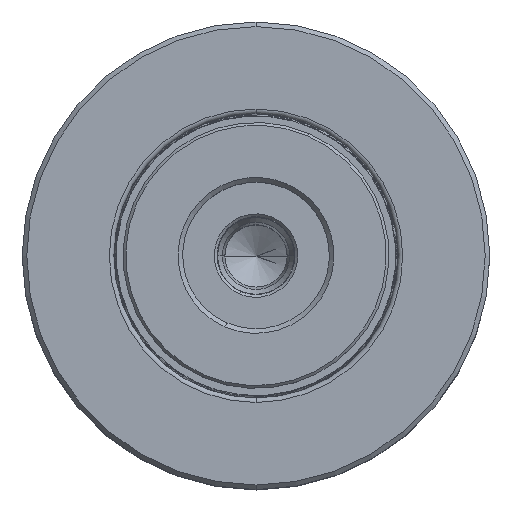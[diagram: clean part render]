
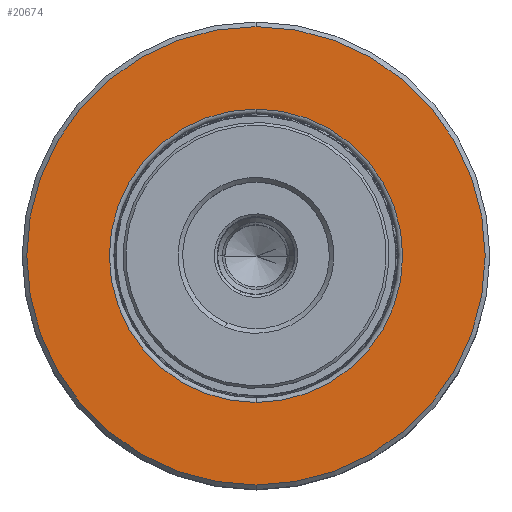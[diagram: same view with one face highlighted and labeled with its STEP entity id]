
A CAD part, top view. The second image highlights one B-rep face of the part: STEP entity #20674.
In plain terms, the highlighted face is planar.
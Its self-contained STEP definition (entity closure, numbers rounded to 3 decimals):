
#2563 = CIRCLE ( 'NONE', #31159, 16. ) ;
#2944 = VERTEX_POINT ( 'NONE', #45699 ) ;
#3886 = EDGE_CURVE ( 'NONE', #2944, #29618, #2563, .T. ) ;
#8416 = EDGE_CURVE ( 'NONE', #28538, #23840, #34153, .T. ) ;
#8905 = CARTESIAN_POINT ( 'NONE',  ( 0., 15.687, 0. ) ) ;
#9257 = DIRECTION ( 'NONE',  ( 0., 0., -1. ) ) ;
#10390 = DIRECTION ( 'NONE',  ( 0., -1., 0. ) ) ;
#11406 = DIRECTION ( 'NONE',  ( 0., 0., -1. ) ) ;
#14233 = EDGE_LOOP ( 'NONE', ( #40884, #45537 ) ) ;
#14333 = EDGE_CURVE ( 'NONE', #29618, #2944, #35276, .T. ) ;
#18131 = CARTESIAN_POINT ( 'NONE',  ( 0., 15.687, -16. ) ) ;
#18638 = FACE_BOUND ( 'NONE', #14233, .T. ) ;
#19523 = AXIS2_PLACEMENT_3D ( 'NONE', #34126, #10390, #30419 ) ;
#20674 = ADVANCED_FACE ( 'NONE', ( #18638, #46323 ), #23789, .T. ) ;
#21973 = ORIENTED_EDGE ( 'NONE', *, *, #8416, .F. ) ;
#23789 = PLANE ( 'NONE',  #40849 ) ;
#23840 = VERTEX_POINT ( 'NONE', #28150 ) ;
#25962 = ORIENTED_EDGE ( 'NONE', *, *, #36374, .F. ) ;
#28150 = CARTESIAN_POINT ( 'NONE',  ( 0., 15.687, 25. ) ) ;
#28181 = CARTESIAN_POINT ( 'NONE',  ( 25., 15.687, 0. ) ) ;
#28538 = VERTEX_POINT ( 'NONE', #45176 ) ;
#29618 = VERTEX_POINT ( 'NONE', #18131 ) ;
#30419 = DIRECTION ( 'NONE',  ( 0., 0., -1. ) ) ;
#31159 = AXIS2_PLACEMENT_3D ( 'NONE', #48717, #32202, #36411 ) ;
#31566 = DIRECTION ( 'NONE',  ( 0., 0., 1. ) ) ;
#31912 = DIRECTION ( 'NONE',  ( 0., 1., 0. ) ) ;
#32202 = DIRECTION ( 'NONE',  ( 0., -1., 0. ) ) ;
#34126 = CARTESIAN_POINT ( 'NONE',  ( 0., 15.687, 0. ) ) ;
#34153 = CIRCLE ( 'NONE', #49386, 25. ) ;
#34412 = EDGE_LOOP ( 'NONE', ( #21973, #25962 ) ) ;
#35276 = CIRCLE ( 'NONE', #19523, 16. ) ;
#35493 = CARTESIAN_POINT ( 'NONE',  ( 0., 15.687, 0. ) ) ;
#36374 = EDGE_CURVE ( 'NONE', #23840, #28538, #38258, .T. ) ;
#36411 = DIRECTION ( 'NONE',  ( 0., 0., -1. ) ) ;
#36898 = AXIS2_PLACEMENT_3D ( 'NONE', #35493, #39877, #11406 ) ;
#38258 = CIRCLE ( 'NONE', #36898, 25. ) ;
#39877 = DIRECTION ( 'NONE',  ( 0., -1., 0. ) ) ;
#40849 = AXIS2_PLACEMENT_3D ( 'NONE', #28181, #31912, #31566 ) ;
#40884 = ORIENTED_EDGE ( 'NONE', *, *, #14333, .T. ) ;
#45176 = CARTESIAN_POINT ( 'NONE',  ( 0., 15.687, -25. ) ) ;
#45537 = ORIENTED_EDGE ( 'NONE', *, *, #3886, .T. ) ;
#45652 = DIRECTION ( 'NONE',  ( 0., -1., 0. ) ) ;
#45699 = CARTESIAN_POINT ( 'NONE',  ( 0., 15.687, 16. ) ) ;
#46323 = FACE_OUTER_BOUND ( 'NONE', #34412, .T. ) ;
#48717 = CARTESIAN_POINT ( 'NONE',  ( 0., 15.687, 0. ) ) ;
#49386 = AXIS2_PLACEMENT_3D ( 'NONE', #8905, #45652, #9257 ) ;
